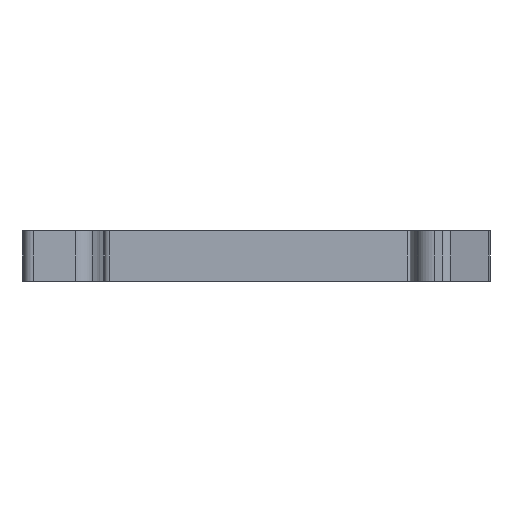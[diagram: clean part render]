
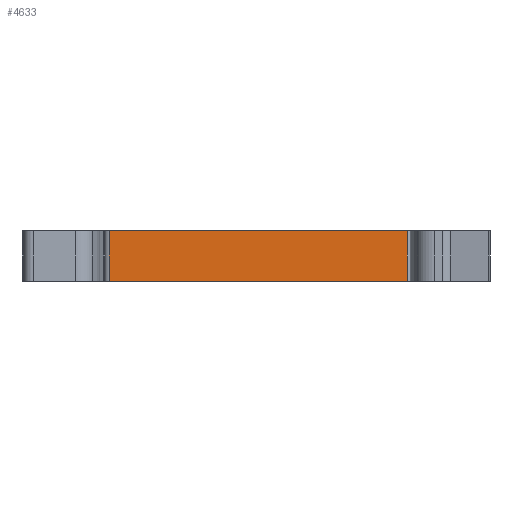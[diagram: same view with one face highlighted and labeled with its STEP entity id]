
A CAD part, front view. The second image highlights one B-rep face of the part: STEP entity #4633.
In plain terms, the highlighted planar face has unit normal (0, -1, 0).
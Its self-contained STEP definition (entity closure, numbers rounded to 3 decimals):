
#354=DIRECTION('',(1.,0.,0.));
#355=VECTOR('',#354,30.895);
#356=CARTESIAN_POINT('',(-10.195,0.,-2.6));
#357=LINE('',#356,#355);
#1188=DIRECTION('',(1.,0.,0.));
#1189=VECTOR('',#1188,30.895);
#1190=CARTESIAN_POINT('',(-10.195,0.,2.6));
#1191=LINE('',#1190,#1189);
#1803=DIRECTION('',(0.,0.,1.));
#1804=VECTOR('',#1803,5.2);
#1805=CARTESIAN_POINT('',(20.7,0.,-2.6));
#1806=LINE('',#1805,#1804);
#1807=DIRECTION('',(0.,0.,1.));
#1808=VECTOR('',#1807,5.2);
#1809=CARTESIAN_POINT('',(-10.195,0.,-2.6));
#1810=LINE('',#1809,#1808);
#2183=CARTESIAN_POINT('',(-10.195,0.,-2.6));
#2184=VERTEX_POINT('',#2183);
#2185=CARTESIAN_POINT('',(20.7,0.,-2.6));
#2186=VERTEX_POINT('',#2185);
#2473=CARTESIAN_POINT('',(-10.195,0.,2.6));
#2474=VERTEX_POINT('',#2473);
#2475=CARTESIAN_POINT('',(20.7,0.,2.6));
#2476=VERTEX_POINT('',#2475);
#4621=CARTESIAN_POINT('',(-10.195,0.,-2.6));
#4622=DIRECTION('',(0.,-1.,0.));
#4623=DIRECTION('',(1.,0.,0.));
#4624=AXIS2_PLACEMENT_3D('',#4621,#4622,#4623);
#4625=PLANE('',#4624);
#4626=ORIENTED_EDGE('',*,*,#2816,.F.);
#4628=ORIENTED_EDGE('',*,*,#4627,.T.);
#4629=ORIENTED_EDGE('',*,*,#3333,.T.);
#4630=ORIENTED_EDGE('',*,*,#4614,.F.);
#4631=EDGE_LOOP('',(#4626,#4628,#4629,#4630));
#4632=FACE_OUTER_BOUND('',#4631,.F.);
#2816=EDGE_CURVE('',#2184,#2186,#357,.T.);
#3333=EDGE_CURVE('',#2474,#2476,#1191,.T.);
#4614=EDGE_CURVE('',#2186,#2476,#1806,.T.);
#4627=EDGE_CURVE('',#2184,#2474,#1810,.T.);
#4633=ADVANCED_FACE('',(#4632),#4625,.T.);
